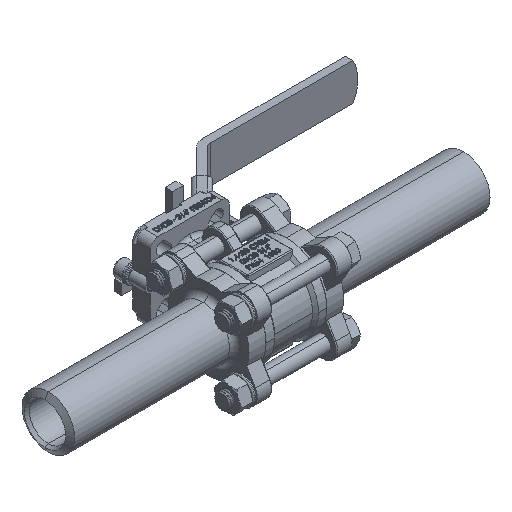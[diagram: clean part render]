
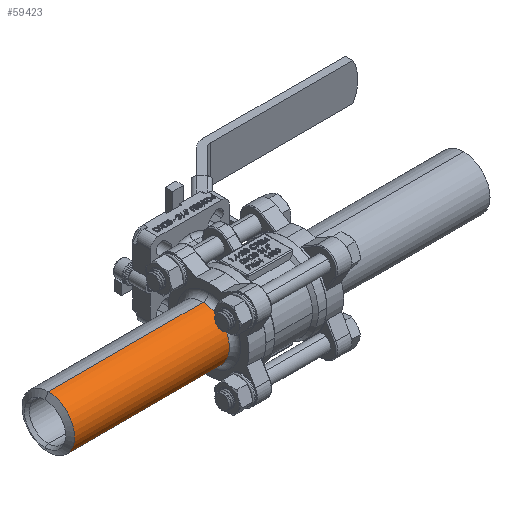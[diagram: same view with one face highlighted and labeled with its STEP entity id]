
A CAD part, isometric view. The second image highlights one B-rep face of the part: STEP entity #59423.
In plain terms, the highlighted cylindrical face has radius 14 mm (diameter 28 mm), a partial arc.
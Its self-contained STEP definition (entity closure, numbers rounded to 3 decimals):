
#1711 = DIRECTION ( 'NONE',  ( 1., 0., 0. ) ) ;
#1878 = DIRECTION ( 'NONE',  ( 0., 0., 1. ) ) ;
#1930 = CARTESIAN_POINT ( 'NONE',  ( 0., 0., -85.568 ) ) ;
#3966 = FACE_OUTER_BOUND ( 'NONE', #48912, .T. ) ;
#4034 = VERTEX_POINT ( 'NONE', #24541 ) ;
#5272 = CARTESIAN_POINT ( 'NONE',  ( 0., 0., 0. ) ) ;
#6302 = AXIS2_PLACEMENT_3D ( 'NONE', #39255, #39179, #39062 ) ;
#7336 = LINE ( 'NONE', #12335, #46604 ) ;
#8818 = EDGE_CURVE ( 'NONE', #10487, #34643, #55369, .T. ) ;
#9494 = EDGE_CURVE ( 'NONE', #13544, #4034, #23932, .T. ) ;
#9816 = ORIENTED_EDGE ( 'NONE', *, *, #56599, .F. ) ;
#10267 = DIRECTION ( 'NONE',  ( 1., 0., 0. ) ) ;
#10304 = AXIS2_PLACEMENT_3D ( 'NONE', #5272, #49610, #10267 ) ;
#10487 = VERTEX_POINT ( 'NONE', #14092 ) ;
#12335 = CARTESIAN_POINT ( 'NONE',  ( 14., 0., 0. ) ) ;
#13544 = VERTEX_POINT ( 'NONE', #38355 ) ;
#14092 = CARTESIAN_POINT ( 'NONE',  ( -14., 0., -85.568 ) ) ;
#14095 = DIRECTION ( 'NONE',  ( 0., 0., 1. ) ) ;
#23932 = CIRCLE ( 'NONE', #6302, 14. ) ;
#24541 = CARTESIAN_POINT ( 'NONE',  ( -14., 0., -3. ) ) ;
#25357 = ORIENTED_EDGE ( 'NONE', *, *, #8818, .T. ) ;
#28150 = DIRECTION ( 'NONE',  ( 0., 0., 1. ) ) ;
#28725 = CYLINDRICAL_SURFACE ( 'NONE', #10304, 14. ) ;
#32778 = LINE ( 'NONE', #38697, #57262 ) ;
#34643 = VERTEX_POINT ( 'NONE', #63404 ) ;
#38355 = CARTESIAN_POINT ( 'NONE',  ( 14., 0., -3. ) ) ;
#38697 = CARTESIAN_POINT ( 'NONE',  ( -14., 0., 0. ) ) ;
#39062 = DIRECTION ( 'NONE',  ( 1., 0., 0. ) ) ;
#39179 = DIRECTION ( 'NONE',  ( 0., 0., -1. ) ) ;
#39255 = CARTESIAN_POINT ( 'NONE',  ( 0., 0., -3. ) ) ;
#39786 = AXIS2_PLACEMENT_3D ( 'NONE', #1930, #1878, #1711 ) ;
#46604 = VECTOR ( 'NONE', #28150, 1000. ) ;
#48912 = EDGE_LOOP ( 'NONE', ( #9816, #25357, #52199, #53036 ) ) ;
#49610 = DIRECTION ( 'NONE',  ( 0., 0., 1. ) ) ;
#52199 = ORIENTED_EDGE ( 'NONE', *, *, #54395, .T. ) ;
#53036 = ORIENTED_EDGE ( 'NONE', *, *, #9494, .T. ) ;
#54395 = EDGE_CURVE ( 'NONE', #34643, #13544, #7336, .T. ) ;
#55369 = CIRCLE ( 'NONE', #39786, 14. ) ;
#56599 = EDGE_CURVE ( 'NONE', #10487, #4034, #32778, .T. ) ;
#57262 = VECTOR ( 'NONE', #14095, 1000. ) ;
#59423 = ADVANCED_FACE ( 'NONE', ( #3966 ), #28725, .T. ) ;
#63404 = CARTESIAN_POINT ( 'NONE',  ( 14., 0., -85.568 ) ) ;
